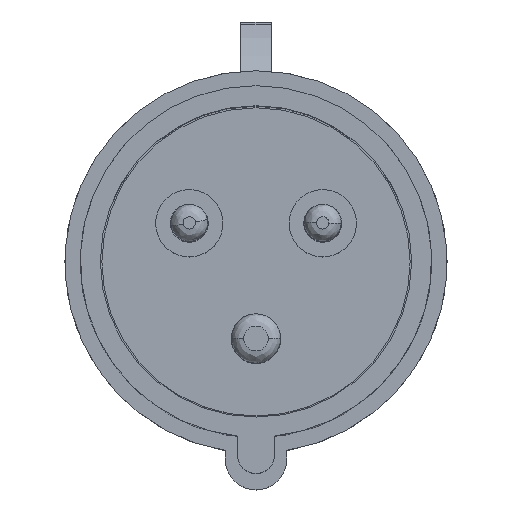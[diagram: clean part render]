
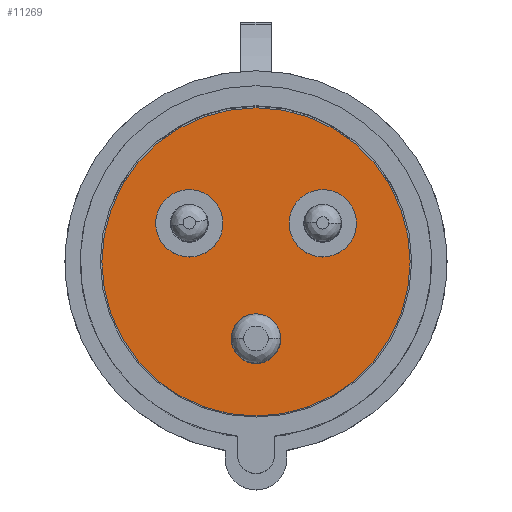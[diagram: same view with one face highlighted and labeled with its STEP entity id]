
A CAD part, top view. The second image highlights one B-rep face of the part: STEP entity #11269.
In plain terms, the highlighted planar face has unit normal (0, 0, 1).
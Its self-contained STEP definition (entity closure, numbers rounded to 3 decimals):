
#10520=CARTESIAN_POINT('',(0.,0.,2.7));
#10521=DIRECTION('',(0.,0.,-1.));
#10522=DIRECTION('',(0.,1.,0.));
#10523=AXIS2_PLACEMENT_3D('',#10520,#10521,#10522);
#10525=CARTESIAN_POINT('',(0.,0.,2.7));
#10526=DIRECTION('',(0.,0.,-1.));
#10527=DIRECTION('',(0.,-1.,0.));
#10528=AXIS2_PLACEMENT_3D('',#10525,#10526,#10527);
#10530=CARTESIAN_POINT('',(10.825,-6.25,2.7));
#10531=DIRECTION('',(0.,0.,1.));
#10532=DIRECTION('',(0.472,-0.881,0.));
#10533=AXIS2_PLACEMENT_3D('',#10530,#10531,#10532);
#10535=CARTESIAN_POINT('',(10.825,-6.25,2.7));
#10536=DIRECTION('',(0.,0.,1.));
#10537=DIRECTION('',(0.,1.,0.));
#10538=AXIS2_PLACEMENT_3D('',#10535,#10536,#10537);
#10540=CARTESIAN_POINT('',(10.825,-6.25,2.7));
#10541=DIRECTION('',(0.,0.,1.));
#10542=DIRECTION('',(-0.5,0.866,0.));
#10543=AXIS2_PLACEMENT_3D('',#10540,#10541,#10542);
#10545=CARTESIAN_POINT('',(10.825,-6.25,2.7));
#10546=DIRECTION('',(0.,0.,1.));
#10547=DIRECTION('',(0.,-1.,0.));
#10548=AXIS2_PLACEMENT_3D('',#10545,#10546,#10547);
#10550=CARTESIAN_POINT('',(0.,12.5,2.7));
#10551=DIRECTION('',(0.,0.,1.));
#10552=DIRECTION('',(0.472,-0.881,0.));
#10553=AXIS2_PLACEMENT_3D('',#10550,#10551,#10552);
#10555=CARTESIAN_POINT('',(0.,12.5,2.7));
#10556=DIRECTION('',(0.,0.,1.));
#10557=DIRECTION('',(0.,1.,0.));
#10558=AXIS2_PLACEMENT_3D('',#10555,#10556,#10557);
#10560=CARTESIAN_POINT('',(0.,12.5,2.7));
#10561=DIRECTION('',(0.,0.,1.));
#10562=DIRECTION('',(-0.5,0.866,0.));
#10563=AXIS2_PLACEMENT_3D('',#10560,#10561,#10562);
#10565=CARTESIAN_POINT('',(0.,12.5,2.7));
#10566=DIRECTION('',(0.,0.,1.));
#10567=DIRECTION('',(0.,-1.,0.));
#10568=AXIS2_PLACEMENT_3D('',#10565,#10566,#10567);
#11010=CARTESIAN_POINT('',(0.,25.,2.7));
#11011=VERTEX_POINT('',#11010);
#11012=CARTESIAN_POINT('',(0.,-25.,2.7));
#11013=VERTEX_POINT('',#11012);
#11014=CARTESIAN_POINT('',(10.825,-0.79,2.7));
#11015=CARTESIAN_POINT('',(8.095,-1.521,2.7));
#11016=VERTEX_POINT('',#11014);
#11017=VERTEX_POINT('',#11015);
#11018=CARTESIAN_POINT('',(13.404,-11.063,2.7));
#11019=VERTEX_POINT('',#11018);
#11020=CARTESIAN_POINT('',(10.825,-11.71,2.7));
#11021=VERTEX_POINT('',#11020);
#11022=CARTESIAN_POINT('',(0.,17.96,2.7));
#11023=CARTESIAN_POINT('',(-2.73,17.229,2.7));
#11024=VERTEX_POINT('',#11022);
#11025=VERTEX_POINT('',#11023);
#11026=CARTESIAN_POINT('',(2.578,7.687,2.7));
#11027=VERTEX_POINT('',#11026);
#11028=CARTESIAN_POINT('',(0.,7.04,2.7));
#11029=VERTEX_POINT('',#11028);
#11240=CARTESIAN_POINT('',(0.,0.,2.7));
#11241=DIRECTION('',(0.,0.,1.));
#11242=DIRECTION('',(0.,1.,0.));
#11243=AXIS2_PLACEMENT_3D('',#11240,#11241,#11242);
#11244=PLANE('',#11243);
#11245=ORIENTED_EDGE('',*,*,#11235,.T.);
#11246=ORIENTED_EDGE('',*,*,#11219,.T.);
#11247=EDGE_LOOP('',(#11245,#11246));
#11248=FACE_OUTER_BOUND('',#11247,.F.);
#11250=ORIENTED_EDGE('',*,*,#11249,.T.);
#11252=ORIENTED_EDGE('',*,*,#11251,.T.);
#11254=ORIENTED_EDGE('',*,*,#11253,.T.);
#11256=ORIENTED_EDGE('',*,*,#11255,.T.);
#11257=EDGE_LOOP('',(#11250,#11252,#11254,#11256));
#11258=FACE_BOUND('',#11257,.F.);
#11260=ORIENTED_EDGE('',*,*,#11259,.T.);
#11262=ORIENTED_EDGE('',*,*,#11261,.T.);
#11264=ORIENTED_EDGE('',*,*,#11263,.T.);
#11266=ORIENTED_EDGE('',*,*,#11265,.T.);
#11267=EDGE_LOOP('',(#11260,#11262,#11264,#11266));
#11268=FACE_BOUND('',#11267,.F.);
#11269=ADVANCED_FACE('',(#11248,#11258,#11268),#11244,.T.);
#10524=CIRCLE('',#10523,25.);
#10529=CIRCLE('',#10528,25.);
#10534=CIRCLE('',#10533,5.46);
#10539=CIRCLE('',#10538,5.46);
#10544=CIRCLE('',#10543,5.46);
#10549=CIRCLE('',#10548,5.46);
#10554=CIRCLE('',#10553,5.46);
#10559=CIRCLE('',#10558,5.46);
#10564=CIRCLE('',#10563,5.46);
#10569=CIRCLE('',#10568,5.46);
#11219=EDGE_CURVE('',#11013,#11011,#10529,.T.);
#11235=EDGE_CURVE('',#11011,#11013,#10524,.T.);
#11249=EDGE_CURVE('',#11019,#11016,#10534,.T.);
#11251=EDGE_CURVE('',#11016,#11017,#10539,.T.);
#11253=EDGE_CURVE('',#11017,#11021,#10544,.T.);
#11255=EDGE_CURVE('',#11021,#11019,#10549,.T.);
#11259=EDGE_CURVE('',#11027,#11024,#10554,.T.);
#11261=EDGE_CURVE('',#11024,#11025,#10559,.T.);
#11263=EDGE_CURVE('',#11025,#11029,#10564,.T.);
#11265=EDGE_CURVE('',#11029,#11027,#10569,.T.);
